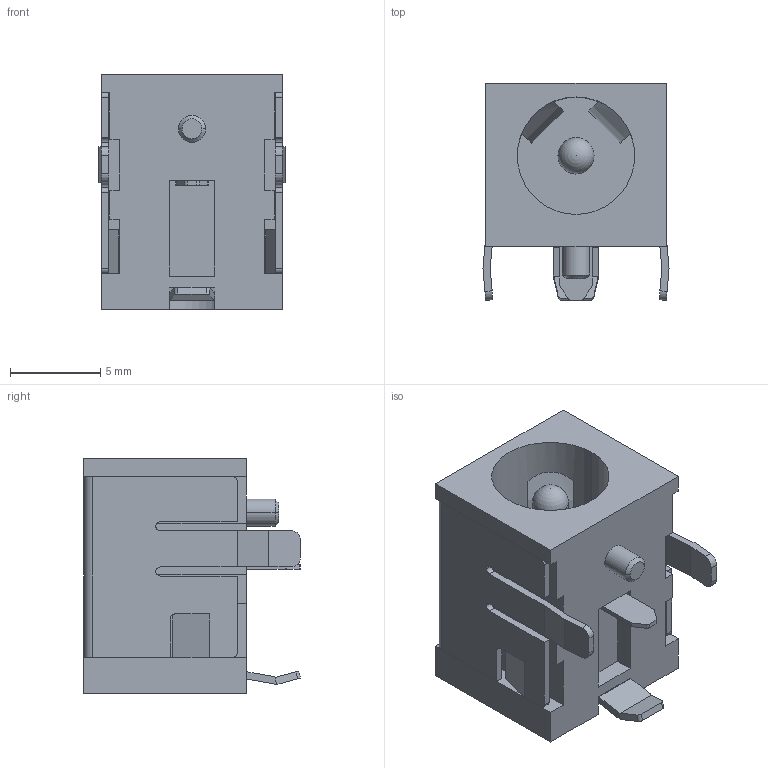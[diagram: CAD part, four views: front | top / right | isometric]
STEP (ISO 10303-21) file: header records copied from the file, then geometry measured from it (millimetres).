
FILE_DESCRIPTION(('FreeCAD Model'),'2;1');
FILE_NAME('Open CASCADE Shape Model','2024-01-03T10:33:01',('Author'),( ''),'Open CASCADE STEP processor 7.6','FreeCAD','Unknown');
FILE_SCHEMA(('AUTOMOTIVE_DESIGN { 1 0 10303 214 1 1 1 1 }'));
Length unit declared in the file: millimetre
Products named in the file (5): CUI_DEVICES_PJ-063AH004; CUI_DEVICES_PJ-063AH; CUI_DEVICES_PJ-063AH001; CUI_DEVICES_PJ-063AH002; CUI_DEVICES_PJ-063AH003
Assembly tree (4 placements, depth 2):
  CUI_DEVICES_PJ-063AH004
    CUI_DEVICES_PJ-063AH
    CUI_DEVICES_PJ-063AH001
    CUI_DEVICES_PJ-063AH002
    CUI_DEVICES_PJ-063AH003
Bounding box: 10.3 x 12 x 13 mm (x, y, z)
Volume: 777.7 mm3; surface area: 1732 mm2
Topology: 4 solids, 4 shells, 167 faces, 452 edges, 299 vertices
Faces by surface type: plane 110, cylinder 48, torus 6, cone 2, sphere 1
Entity records: 5470 total; most frequent: CARTESIAN_POINT 1040, ORIENTED_EDGE 902, DIRECTION 900, EDGE_CURVE 451, LINE 328, VECTOR 328, VERTEX_POINT 299, AXIS2_PLACEMENT_3D 286
